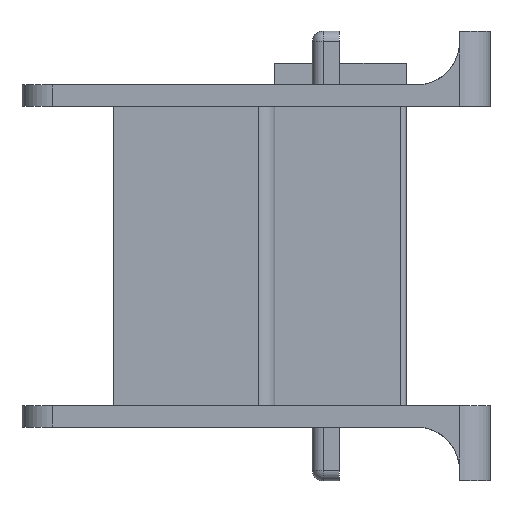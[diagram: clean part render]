
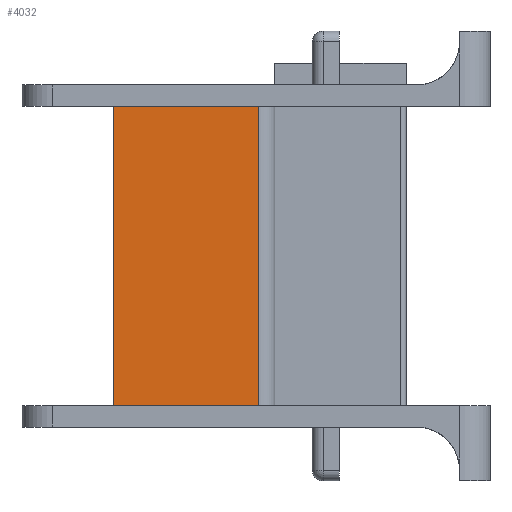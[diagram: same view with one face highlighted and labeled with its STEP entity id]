
A CAD part, left-side view. The second image highlights one B-rep face of the part: STEP entity #4032.
In plain terms, the highlighted planar face has unit normal (-1, 0, 0).
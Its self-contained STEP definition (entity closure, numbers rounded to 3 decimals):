
#53 = EDGE_CURVE ( 'NONE', #3691, #451, #6570, .T. ) ;
#54 = EDGE_CURVE ( 'NONE', #451, #3036, #2046, .T. ) ;
#129 = DIRECTION ( 'NONE',  ( -1., 0., 0. ) ) ;
#451 = VERTEX_POINT ( 'NONE', #5158 ) ;
#695 = AXIS2_PLACEMENT_3D ( 'NONE', #6941, #129, #3358 ) ;
#726 = CARTESIAN_POINT ( 'NONE',  ( -17.4, 1.5, -13.9 ) ) ;
#1357 = CARTESIAN_POINT ( 'NONE',  ( -17.4, 15., -13.9 ) ) ;
#1801 = CARTESIAN_POINT ( 'NONE',  ( -17.4, 15., 15.9 ) ) ;
#2046 = LINE ( 'NONE', #4252, #3088 ) ;
#2158 = EDGE_CURVE ( 'NONE', #4131, #3691, #6667, .T. ) ;
#2237 = FACE_OUTER_BOUND ( 'NONE', #5624, .T. ) ;
#2632 = ORIENTED_EDGE ( 'NONE', *, *, #2158, .T. ) ;
#3036 = VERTEX_POINT ( 'NONE', #5561 ) ;
#3088 = VECTOR ( 'NONE', #4325, 1000. ) ;
#3358 = DIRECTION ( 'NONE',  ( 0., 0., 1. ) ) ;
#3544 = VECTOR ( 'NONE', #5168, 1000. ) ;
#3627 = ORIENTED_EDGE ( 'NONE', *, *, #53, .T. ) ;
#3653 = CARTESIAN_POINT ( 'NONE',  ( -17.4, 1.5, 13.9 ) ) ;
#3673 = DIRECTION ( 'NONE',  ( 0., -1., 0. ) ) ;
#3691 = VERTEX_POINT ( 'NONE', #726 ) ;
#4032 = ADVANCED_FACE ( 'NONE', ( #2237 ), #4512, .T. ) ;
#4131 = VERTEX_POINT ( 'NONE', #1357 ) ;
#4252 = CARTESIAN_POINT ( 'NONE',  ( -17.4, 15., 13.9 ) ) ;
#4325 = DIRECTION ( 'NONE',  ( 0., 1., 0. ) ) ;
#4512 = PLANE ( 'NONE',  #695 ) ;
#4847 = EDGE_CURVE ( 'NONE', #3036, #4131, #5799, .T. ) ;
#5158 = CARTESIAN_POINT ( 'NONE',  ( -17.4, 1.5, 13.9 ) ) ;
#5168 = DIRECTION ( 'NONE',  ( 0., 0., -1. ) ) ;
#5561 = CARTESIAN_POINT ( 'NONE',  ( -17.4, 15., 13.9 ) ) ;
#5624 = EDGE_LOOP ( 'NONE', ( #2632, #3627, #5944, #6970 ) ) ;
#5799 = LINE ( 'NONE', #1801, #3544 ) ;
#5944 = ORIENTED_EDGE ( 'NONE', *, *, #54, .T. ) ;
#6521 = CARTESIAN_POINT ( 'NONE',  ( -17.4, 15., -13.9 ) ) ;
#6570 = LINE ( 'NONE', #3653, #7261 ) ;
#6667 = LINE ( 'NONE', #6521, #7346 ) ;
#6941 = CARTESIAN_POINT ( 'NONE',  ( -17.4, 15., 15.9 ) ) ;
#6970 = ORIENTED_EDGE ( 'NONE', *, *, #4847, .T. ) ;
#7066 = DIRECTION ( 'NONE',  ( 0., 0., 1. ) ) ;
#7261 = VECTOR ( 'NONE', #7066, 1000. ) ;
#7346 = VECTOR ( 'NONE', #3673, 1000. ) ;
